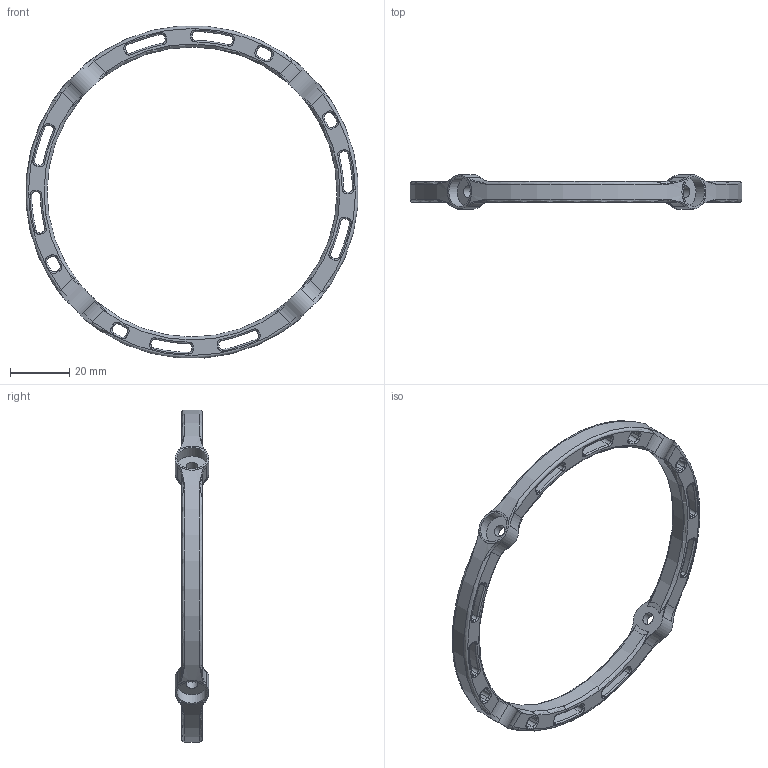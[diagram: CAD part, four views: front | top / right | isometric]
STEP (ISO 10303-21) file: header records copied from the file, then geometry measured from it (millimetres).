
FILE_DESCRIPTION(('HOOPS Exchange Step'),'2;1');
FILE_NAME('temp_export','2024-03-28T01:10:42-07:00',('mobile'),('Shapr3D Limited'),'HOOPS Exchange 2023.2','Shapr3D','Authorized');
FILE_SCHEMA( ('AUTOMOTIVE_DESIGN { 1 0 10303 214 1 1 1 1 }') );
Length unit declared in the file: millimetre
Products named in the file (1): Body 24 (4)
Bounding box: 112.18 x 11.46 x 112.18 mm (x, y, z)
Volume: 13148.8 mm3; surface area: 11096.4 mm2
Topology: 1 solids, 1 shells, 467 faces, 1133 edges, 670 vertices
Faces by surface type: cylinder 199, torus 184, plane 44, bspline 40
Full cylindrical faces by diameter (mm): 4 x4, 10.175 x4
Entity records: 29758 total; most frequent: CARTESIAN_POINT 18729, DIRECTION 2490, ORIENTED_EDGE 2266, EDGE_CURVE 1133, AXIS2_PLACEMENT_3D 1121, CIRCLE 693, VERTEX_POINT 670, EDGE_LOOP 503
